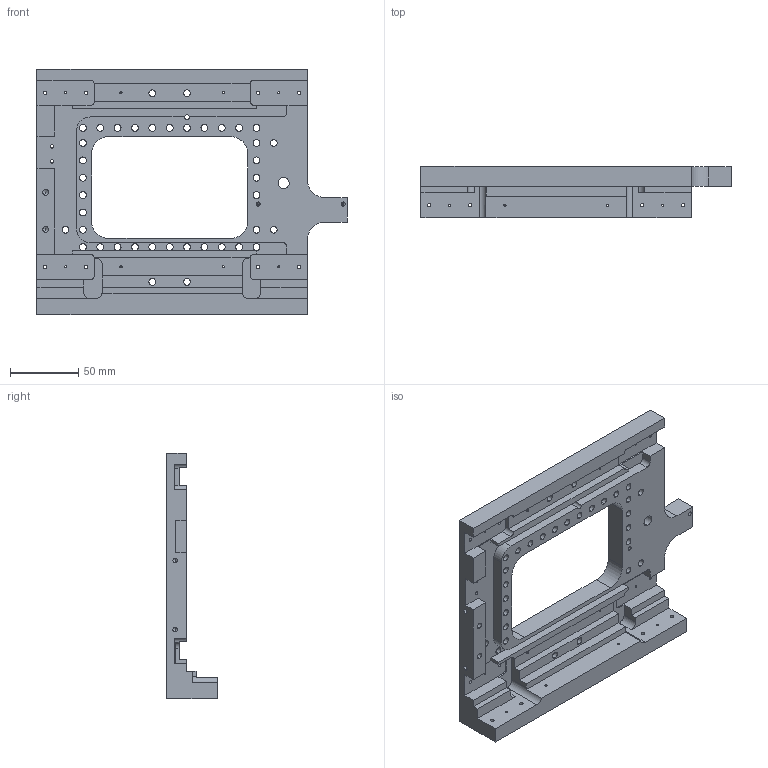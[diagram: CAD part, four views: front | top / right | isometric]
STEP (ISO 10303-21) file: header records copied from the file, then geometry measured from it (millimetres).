
FILE_DESCRIPTION(/* description */ (''),/* implementation_level */ '2;1');
FILE_NAME(/* name */ '0522_CARRIAGE.stp',/* time_stamp */ '2020-05-25T17:10:49-07:00',/* author */ (''),/* organization */ (''),/* preprocessor_version */ 'ST-DEVELOPER v14',/* originating_system */ 'SIEMENS PLM Software NX 8.0',/* authorisation */ '');
FILE_SCHEMA (('AUTOMOTIVE_DESIGN { 1 0 10303 214 3 1 1 1 }'));
Length unit declared in the file: millimetre
Products named in the file (1): 0522_CARRIAGE
Bounding box: 227 x 37.25 x 180 mm (x, y, z)
Volume: 382082.6 mm3; surface area: 101432.7 mm2
Topology: 1 solids, 1 shells, 266 faces, 780 edges, 510 vertices
Faces by surface type: cylinder 174, plane 79, cone 13
Full cylindrical faces by diameter (mm): 3.3 x2
Entity records: 9173 total; most frequent: DIRECTION 1655, CARTESIAN_POINT 1539, ORIENTED_EDGE 1526, EDGE_CURVE 763, AXIS2_PLACEMENT_3D 625, VERTEX_POINT 509, EDGE_LOOP 413, LINE 405
